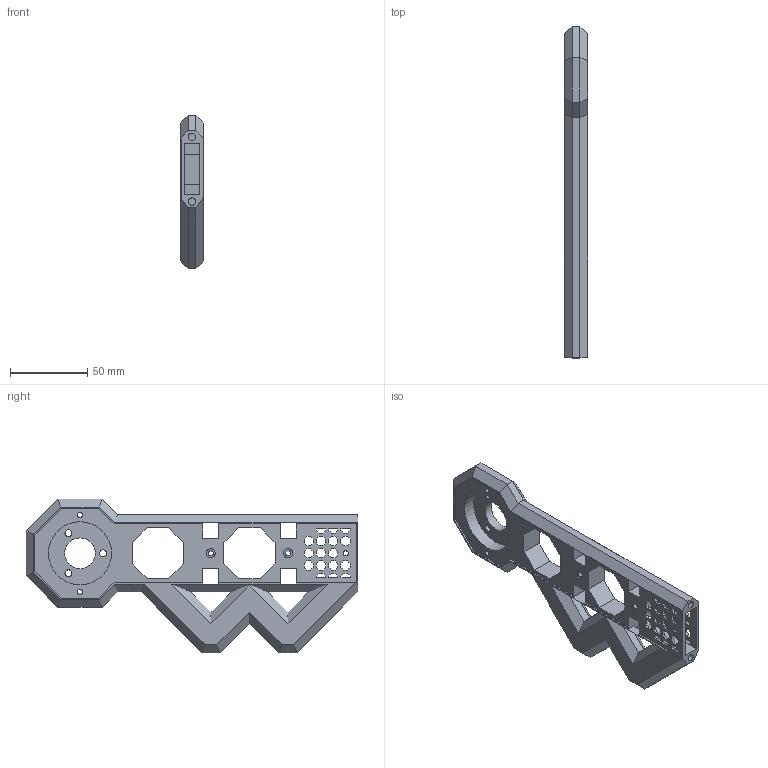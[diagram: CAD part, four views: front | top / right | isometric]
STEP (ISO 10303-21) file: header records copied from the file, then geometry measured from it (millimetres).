
FILE_DESCRIPTION(/* description */ ('STEP AP242','CAx-IF Rec.Pracs.---Representation and Presentation of Product Manufacturing Information (PMI)---4.0---2014-10-13','CAx-IF Rec.Pracs.---3D Tessellated Geometry---0.4---2014-09-14','2;1'),/* implementation_level */ '2;1');
FILE_NAME(/* name */ '65155f04e1401e2f621b9a6f',/* time_stamp */ '2023-09-28T11:09:58Z',/* author */ (''),/* organization */ (''),/* preprocessor_version */ 'ST-DEVELOPER v19.4',/* originating_system */ ' ',/* authorisation */ ' ');
FILE_SCHEMA (('AP242_MANAGED_MODEL_BASED_3D_ENGINEERING_MIM_LF { 1 0 10303 442 1 1 4 }'));
Length unit declared in the file: metre
Products named in the file (1): track_support_int_sx
Bounding box: 15 x 215.4 x 99.5 mm (x, y, z)
Volume: 128275.1 mm3; surface area: 44571.4 mm2
Topology: 1 solids, 1 shells, 402 faces, 1168 edges, 759 vertices
Faces by surface type: plane 380, cylinder 22
Full cylindrical faces by diameter (mm): 3.4 x6, 4.5 x3, 4.8 x2, 6 x4, 8.2 x3, 14 x2, 19.9 x1, 40.9 x1
Entity records: 13025 total; most frequent: CARTESIAN_POINT 2294, ORIENTED_EDGE 2278, DIRECTION 1997, EDGE_CURVE 1139, LINE 1087, VECTOR 1087, VERTEX_POINT 752, EDGE_LOOP 527
